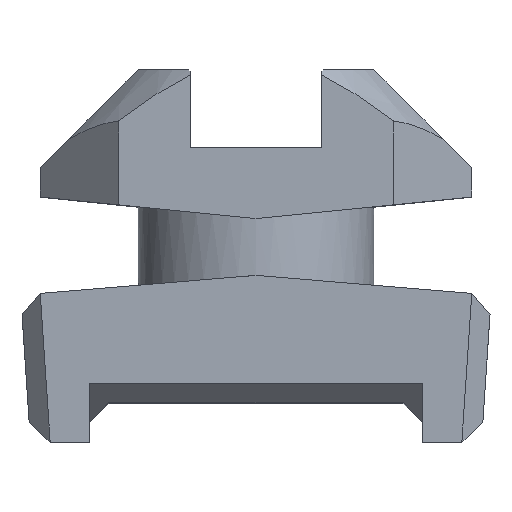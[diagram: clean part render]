
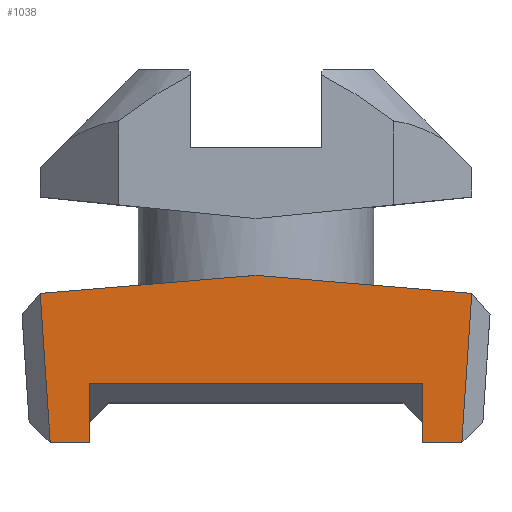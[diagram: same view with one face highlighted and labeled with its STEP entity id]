
A CAD part, top view. The second image highlights one B-rep face of the part: STEP entity #1038.
In plain terms, the highlighted planar face has unit normal (0, 0, 1).
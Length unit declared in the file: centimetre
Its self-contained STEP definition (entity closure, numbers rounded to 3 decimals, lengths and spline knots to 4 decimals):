
#149=VERTEX_POINT('',#1359);
#150=VERTEX_POINT('',#1361);
#151=VERTEX_POINT('',#1365);
#153=VERTEX_POINT('',#1371);
#154=VERTEX_POINT('',#1373);
#155=VERTEX_POINT('',#1375);
#156=VERTEX_POINT('',#1376);
#157=VERTEX_POINT('',#1378);
#158=VERTEX_POINT('',#1380);
#252=VECTOR('',#1163,1.);
#254=VECTOR('',#1166,1.);
#257=VECTOR('',#1170,1.);
#258=VECTOR('',#1171,1.);
#259=VECTOR('',#1172,1.);
#260=VECTOR('',#1173,1.);
#261=VECTOR('',#1174,1.);
#262=VECTOR('',#1175,1.);
#366=LINE('',#1360,#252);
#368=LINE('',#1364,#254);
#371=LINE('',#1370,#257);
#372=LINE('',#1372,#258);
#373=LINE('',#1374,#259);
#374=LINE('',#1377,#260);
#375=LINE('',#1379,#261);
#376=LINE('',#1381,#262);
#480=EDGE_CURVE('',#149,#150,#366,.T.);
#482=EDGE_CURVE('',#150,#151,#368,.T.);
#485=EDGE_CURVE('',#153,#149,#371,.T.);
#486=EDGE_CURVE('',#154,#153,#372,.T.);
#487=EDGE_CURVE('',#155,#154,#373,.T.);
#488=EDGE_CURVE('',#156,#155,#368,.T.);
#489=EDGE_CURVE('',#157,#156,#374,.T.);
#490=EDGE_CURVE('',#158,#157,#375,.T.);
#491=EDGE_CURVE('',#151,#158,#376,.T.);
#641=ORIENTED_EDGE('',*,*,#480,.F.);
#642=ORIENTED_EDGE('',*,*,#485,.F.);
#643=ORIENTED_EDGE('',*,*,#486,.F.);
#644=ORIENTED_EDGE('',*,*,#487,.F.);
#645=ORIENTED_EDGE('',*,*,#488,.F.);
#646=ORIENTED_EDGE('',*,*,#489,.F.);
#647=ORIENTED_EDGE('',*,*,#490,.F.);
#648=ORIENTED_EDGE('',*,*,#491,.F.);
#649=ORIENTED_EDGE('',*,*,#482,.F.);
#918=EDGE_LOOP('',(#641,#642,#643,#644,#645,#646,#647,#648,#649));
#978=FACE_BOUND('',#918,.T.);
#1038=ADVANCED_FACE('',(#978),#1666,.T.);
#1093=AXIS2_PLACEMENT_3D('',#1369,#1169,$);
#1163=DIRECTION('',(-0.067,-0.998,0.));
#1166=DIRECTION('',(-1.,0.,0.));
#1169=DIRECTION('',(0.,0.,1.));
#1170=DIRECTION('',(0.997,-0.083,0.));
#1171=DIRECTION('',(0.997,0.083,0.));
#1172=DIRECTION('',(-0.067,0.998,0.));
#1173=DIRECTION('',(0.,-1.,0.));
#1174=DIRECTION('',(-1.,0.,0.));
#1175=DIRECTION('',(0.,1.,0.));
#1359=CARTESIAN_POINT('',(0.5502,-0.0208,0.3));
#1360=CARTESIAN_POINT('',(0.5447,-0.1035,0.3));
#1361=CARTESIAN_POINT('',(0.5249,-0.4,0.3));
#1364=CARTESIAN_POINT('',(0.,-0.4,0.3));
#1365=CARTESIAN_POINT('',(0.425,-0.4,0.3));
#1369=CARTESIAN_POINT('',(0.,0.0389,0.3));
#1370=CARTESIAN_POINT('',(0.2244,0.0063,0.3));
#1371=CARTESIAN_POINT('',(0.,0.025,0.3));
#1372=CARTESIAN_POINT('',(-0.3,0.,0.3));
#1373=CARTESIAN_POINT('',(-0.5502,-0.0208,0.3));
#1374=CARTESIAN_POINT('',(-0.5447,-0.1035,0.3));
#1375=CARTESIAN_POINT('',(-0.5249,-0.4,0.3));
#1376=CARTESIAN_POINT('',(-0.425,-0.4,0.3));
#1377=CARTESIAN_POINT('',(-0.425,-0.1555,0.3));
#1378=CARTESIAN_POINT('',(-0.425,-0.25,0.3));
#1379=CARTESIAN_POINT('',(0.,-0.25,0.3));
#1380=CARTESIAN_POINT('',(0.425,-0.25,0.3));
#1381=CARTESIAN_POINT('',(0.425,-0.1555,0.3));
#1666=PLANE('',#1093);
